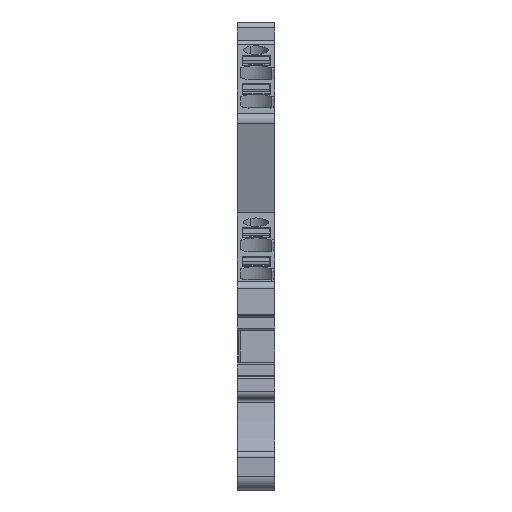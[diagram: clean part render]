
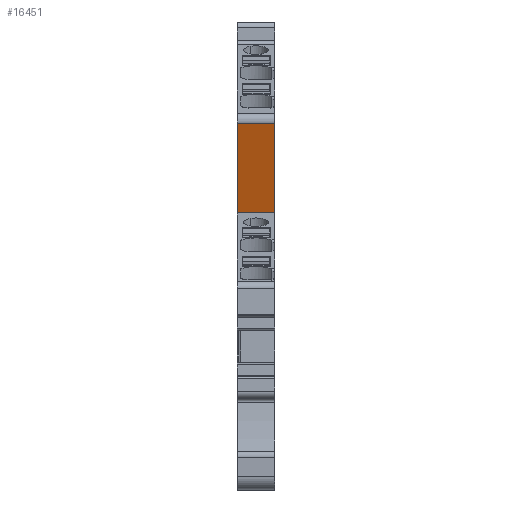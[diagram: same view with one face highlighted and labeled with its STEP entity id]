
A CAD part, front view. The second image highlights one B-rep face of the part: STEP entity #16451.
In plain terms, the highlighted planar face has unit normal (0, -0.94, -0.342).
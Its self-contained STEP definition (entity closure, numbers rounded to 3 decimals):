
#16431=AXIS2_PLACEMENT_3D('Plane Axis2P3D',#16428,#16429,#16430) ;
#2018=CARTESIAN_POINT('Vertex',(5.1,23.411,49.955)) ;
#2021=CARTESIAN_POINT('Line Origine',(5.1,25.634,43.847)) ;
#2025=CARTESIAN_POINT('Vertex',(5.1,27.857,37.739)) ;
#16347=CARTESIAN_POINT('Line Origine',(2.55,27.857,37.739)) ;
#16351=CARTESIAN_POINT('Vertex',(0.,27.857,37.739)) ;
#16428=CARTESIAN_POINT('Axis2P3D Location',(0.,23.411,49.955)) ;
#16433=CARTESIAN_POINT('Line Origine',(2.55,23.411,49.955)) ;
#16437=CARTESIAN_POINT('Vertex',(0.,23.411,49.955)) ;
#16440=CARTESIAN_POINT('Line Origine',(0.,25.634,43.847)) ;
#2022=DIRECTION('Vector Direction',(0.,0.342,-0.94)) ;
#16348=DIRECTION('Vector Direction',(-1.,0.,0.)) ;
#16429=DIRECTION('Axis2P3D Direction',(0.,-0.94,-0.342)) ;
#16430=DIRECTION('Axis2P3D XDirection',(0.,0.342,-0.94)) ;
#16434=DIRECTION('Vector Direction',(1.,0.,0.)) ;
#16441=DIRECTION('Vector Direction',(0.,0.342,-0.94)) ;
#2023=VECTOR('Line Direction',#2022,1.) ;
#16349=VECTOR('Line Direction',#16348,1.) ;
#16435=VECTOR('Line Direction',#16434,1.) ;
#16442=VECTOR('Line Direction',#16441,1.) ;
#16446=ORIENTED_EDGE('',*,*,#16353,.F.) ;
#16447=ORIENTED_EDGE('',*,*,#2027,.F.) ;
#16448=ORIENTED_EDGE('',*,*,#16439,.T.) ;
#16449=ORIENTED_EDGE('',*,*,#16444,.T.) ;
#16451=ADVANCED_FACE('V1',(#16450),#16432,.T.) ;
#2027=EDGE_CURVE('',#2019,#2026,#2024,.T.) ;
#16353=EDGE_CURVE('',#2026,#16352,#16350,.T.) ;
#16439=EDGE_CURVE('',#2019,#16438,#16436,.F.) ;
#16444=EDGE_CURVE('',#16438,#16352,#16443,.T.) ;
#16445=EDGE_LOOP('',(#16446,#16447,#16448,#16449)) ;
#16450=FACE_OUTER_BOUND('',#16445,.T.) ;
#2024=LINE('Line',#2021,#2023) ;
#16350=LINE('Line',#16347,#16349) ;
#16436=LINE('Line',#16433,#16435) ;
#16443=LINE('Line',#16440,#16442) ;
#16432=PLANE('',#16431) ;
#2019=VERTEX_POINT('',#2018) ;
#2026=VERTEX_POINT('',#2025) ;
#16352=VERTEX_POINT('',#16351) ;
#16438=VERTEX_POINT('',#16437) ;
